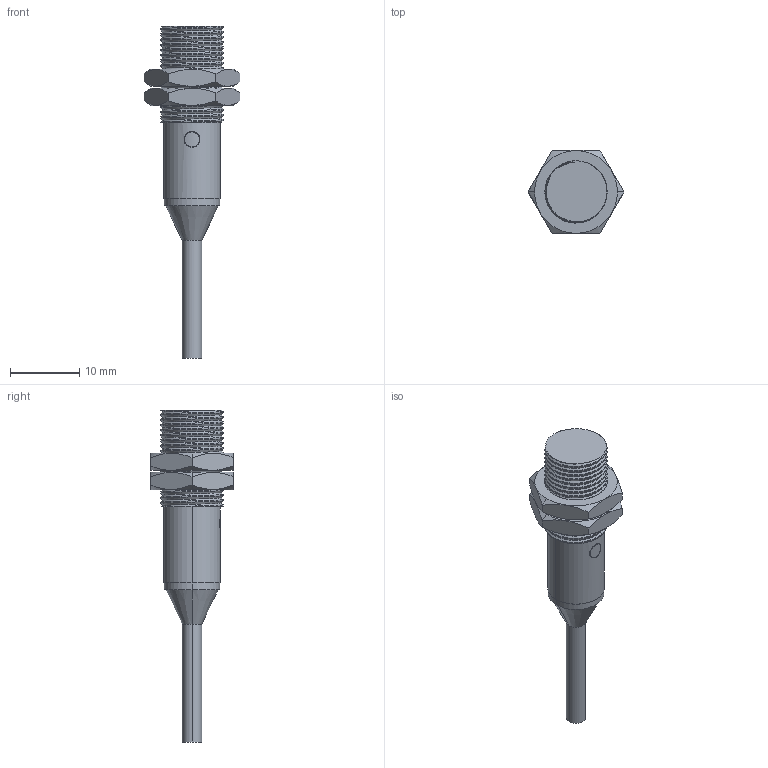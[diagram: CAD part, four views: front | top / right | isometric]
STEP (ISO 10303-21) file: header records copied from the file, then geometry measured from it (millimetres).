
FILE_DESCRIPTION (( 'STEP AP214' ), '1' );
FILE_NAME ('MR-P24.STEP', '2015-09-23T06:06:37', ( '' ), ( '' ), 'SwSTEP 2.0', 'SolidWorks 2013', '' );
FILE_SCHEMA (( 'AUTOMOTIVE_DESIGN' ));
Length unit declared in the file: millimetre
Products named in the file (1): MR-P24
Bounding box: 13.86 x 12 x 48 mm (x, y, z)
Volume: 2002.4 mm3; surface area: 1714.4 mm2
Topology: 3 solids, 3 shells, 88 faces, 221 edges, 144 vertices
Faces by surface type: cylinder 54, plane 22, cone 10, bspline 2
Entity records: 5062 total; most frequent: CARTESIAN_POINT 3072, ORIENTED_EDGE 442, DIRECTION 322, EDGE_CURVE 221, VERTEX_POINT 144, AXIS2_PLACEMENT_3D 124, EDGE_LOOP 97, FACE_OUTER_BOUND 88
